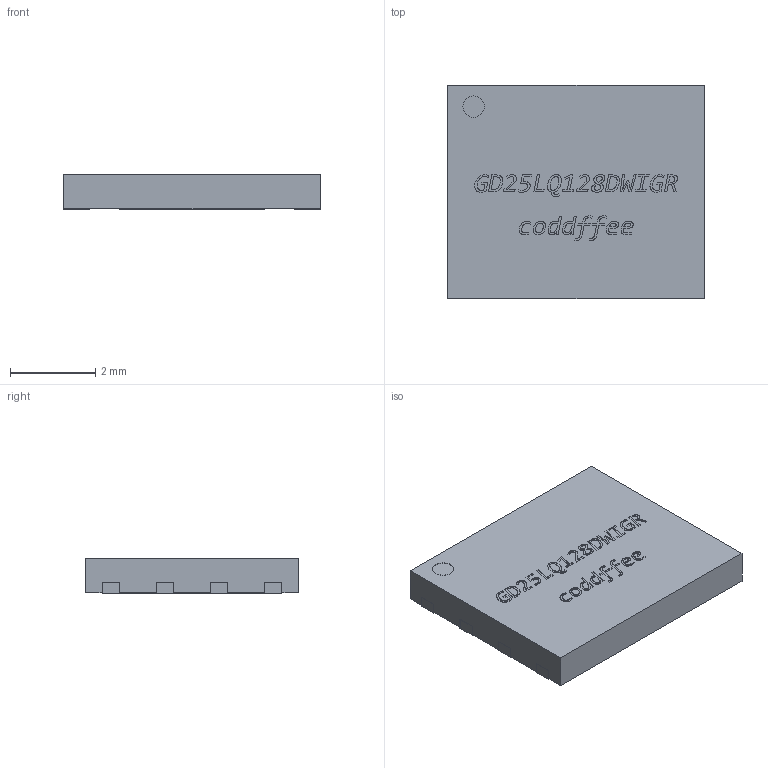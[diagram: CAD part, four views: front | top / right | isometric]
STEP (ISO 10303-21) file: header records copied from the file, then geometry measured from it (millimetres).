
FILE_DESCRIPTION (( 'STEP AP214' ), '1' );
FILE_NAME ('GD25LQ128DWIGR.STEP', '2022-04-16T03:37:28', ( '' ), ( '' ), 'SwSTEP 2.0', 'SolidWorks 2019', '' );
FILE_SCHEMA (( 'AUTOMOTIVE_DESIGN' ));
Length unit declared in the file: millimetre
Products named in the file (1): GD25LQ128DWIGR
Bounding box: 6.02 x 5 x 0.81 mm (x, y, z)
Volume: 24.1 mm3; surface area: 78.5 mm2
Topology: 1 solids, 1 shells, 394 faces, 1071 edges, 714 vertices
Faces by surface type: plane 246, bspline 146, cylinder 2
Entity records: 20956 total; most frequent: CARTESIAN_POINT 11118, ORIENTED_EDGE 2142, DIRECTION 1281, EDGE_CURVE 1071, LINE 775, VECTOR 775, VERTEX_POINT 714, EDGE_LOOP 429
